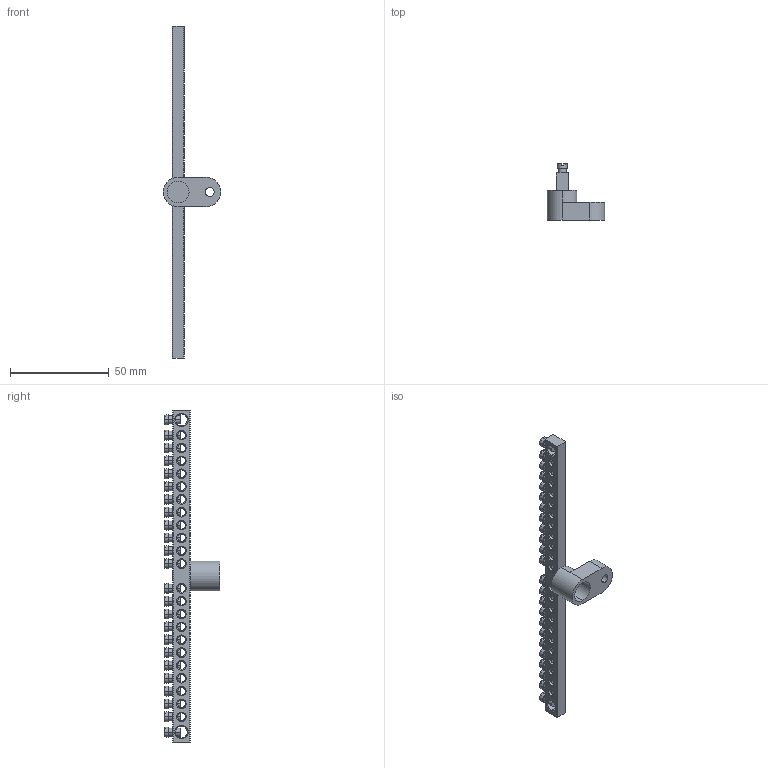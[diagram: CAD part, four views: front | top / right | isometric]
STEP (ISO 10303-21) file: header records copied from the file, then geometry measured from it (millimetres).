
FILE_DESCRIPTION (( 'STEP AP214' ), '1' );
FILE_NAME ('YNN10-69-24C1-K05 Øèíà PE çåìëÿ íà îäíîì óãëîâîì èçîë ØÍÈ-6õ9-24-Ó1-Æ ÈÝÊ.STEP', '2016-08-24T08:19:52', ( 'user' ), ( '' ), 'SwSTEP 2.0', 'SolidWorks 2014', '' );
FILE_SCHEMA (( 'AUTOMOTIVE_DESIGN' ));
Length unit declared in the file: millimetre
Products named in the file (4): Âèíò_Œ4; Øèíà ÂõÍ n-1_6å9 24-1; Óãëîâîé èçîëÿòîð äëÿ 0 øèíû æ¸ëòûé; YNN10-69-24C1-K05 Øèíà PE çåìëÿ íà îäíîì óãëîâîì èçîë ØÍÈ-6õ9-24-Ó1-Æ ÈÝÊ
Assembly tree (26 placements, depth 2):
  YNN10-69-24C1-K05 Øèíà PE çåìëÿ íà îäíîì óãëîâîì èçîë ØÍÈ-6õ9-24-Ó1-Æ ÈÝÊ
    Óãëîâîé èçîëÿòîð äëÿ 0 øèíû æ¸ëòûé
    Øèíà ÂõÍ n-1_6å9 24-1
    Âèíò_Œ4  x24
Bounding box: 29 x 28.3 x 168 mm (x, y, z)
Volume: 12419.4 mm3; surface area: 12581 mm2
Topology: 26 solids, 26 shells, 1229 faces, 3306 edges, 2130 vertices
Faces by surface type: plane 760, cone 268, cylinder 201
Entity records: 11351 total; most frequent: CARTESIAN_POINT 2907, DIRECTION 1711, ORIENTED_EDGE 1502, EDGE_CURVE 751, AXIS2_PLACEMENT_3D 685, VERTEX_POINT 451, EDGE_LOOP 412, CIRCLE 347
